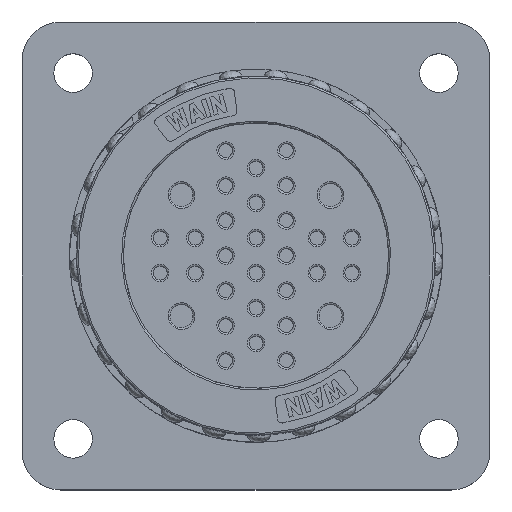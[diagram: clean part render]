
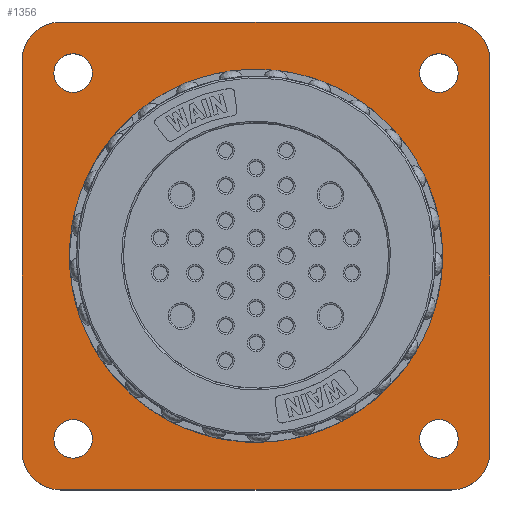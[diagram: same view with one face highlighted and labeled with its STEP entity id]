
A CAD part, top view. The second image highlights one B-rep face of the part: STEP entity #1356.
In plain terms, the highlighted planar face has unit normal (0, 0, 1).
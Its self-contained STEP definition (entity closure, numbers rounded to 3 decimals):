
#522=FACE_BOUND('',#5993,.T.);
#523=FACE_BOUND('',#5994,.T.);
#524=FACE_BOUND('',#5995,.T.);
#525=FACE_BOUND('',#5996,.T.);
#526=FACE_BOUND('',#5997,.T.);
#527=FACE_BOUND('',#5998,.T.);
#1007=CIRCLE('',#32142,17.);
#1008=CIRCLE('',#32144,4.2);
#1009=CIRCLE('',#32145,4.2);
#1010=CIRCLE('',#32146,4.2);
#1011=CIRCLE('',#32147,4.2);
#1012=CIRCLE('',#32148,2.1);
#1013=CIRCLE('',#32149,2.1);
#1014=CIRCLE('',#32150,2.1);
#1015=CIRCLE('',#32151,2.1);
#1356=ADVANCED_FACE('',(#522,#523,#524,#525,#526,#527),#3011,.T.);
#3011=PLANE('',#32152);
#5993=EDGE_LOOP('',(#8164));
#5994=EDGE_LOOP('',(#8165,#8166,#8167,#8168,#8169,#8170,#8171,#8172));
#5995=EDGE_LOOP('',(#8173));
#5996=EDGE_LOOP('',(#8174));
#5997=EDGE_LOOP('',(#8175));
#5998=EDGE_LOOP('',(#8176));
#8164=ORIENTED_EDGE('',*,*,#20006,.F.);
#8165=ORIENTED_EDGE('',*,*,#20007,.F.);
#8166=ORIENTED_EDGE('',*,*,#20008,.F.);
#8167=ORIENTED_EDGE('',*,*,#20009,.F.);
#8168=ORIENTED_EDGE('',*,*,#20010,.F.);
#8169=ORIENTED_EDGE('',*,*,#20011,.F.);
#8170=ORIENTED_EDGE('',*,*,#20012,.F.);
#8171=ORIENTED_EDGE('',*,*,#20013,.T.);
#8172=ORIENTED_EDGE('',*,*,#20014,.F.);
#8173=ORIENTED_EDGE('',*,*,#20015,.F.);
#8174=ORIENTED_EDGE('',*,*,#20016,.F.);
#8175=ORIENTED_EDGE('',*,*,#20017,.F.);
#8176=ORIENTED_EDGE('',*,*,#20018,.F.);
#16930=VERTEX_POINT('',#43012);
#16931=VERTEX_POINT('',#43015);
#16932=VERTEX_POINT('',#43016);
#16933=VERTEX_POINT('',#43018);
#16934=VERTEX_POINT('',#43020);
#16935=VERTEX_POINT('',#43022);
#16936=VERTEX_POINT('',#43024);
#16937=VERTEX_POINT('',#43026);
#16938=VERTEX_POINT('',#43028);
#16939=VERTEX_POINT('',#43031);
#16940=VERTEX_POINT('',#43033);
#16941=VERTEX_POINT('',#43035);
#16942=VERTEX_POINT('',#43037);
#20006=EDGE_CURVE('',#16930,#16930,#1007,.T.);
#20007=EDGE_CURVE('',#16931,#16932,#24309,.T.);
#20008=EDGE_CURVE('',#16933,#16931,#1008,.T.);
#20009=EDGE_CURVE('',#16934,#16933,#24310,.T.);
#20010=EDGE_CURVE('',#16935,#16934,#1009,.T.);
#20011=EDGE_CURVE('',#16936,#16935,#24311,.T.);
#20012=EDGE_CURVE('',#16937,#16936,#1010,.T.);
#20013=EDGE_CURVE('',#16937,#16938,#24312,.T.);
#20014=EDGE_CURVE('',#16932,#16938,#1011,.T.);
#20015=EDGE_CURVE('',#16939,#16939,#1012,.T.);
#20016=EDGE_CURVE('',#16940,#16940,#1013,.T.);
#20017=EDGE_CURVE('',#16941,#16941,#1014,.T.);
#20018=EDGE_CURVE('',#16942,#16942,#1015,.T.);
#24309=LINE('',#43014,#28168);
#24310=LINE('',#43019,#28169);
#24311=LINE('',#43023,#28170);
#24312=LINE('',#43027,#28171);
#28168=VECTOR('',#34347,1.);
#28169=VECTOR('',#34350,1.);
#28170=VECTOR('',#34353,1.);
#28171=VECTOR('',#34356,1.);
#32142=AXIS2_PLACEMENT_3D('',#43011,#34343,#34344);
#32144=AXIS2_PLACEMENT_3D('',#43017,#34348,#34349);
#32145=AXIS2_PLACEMENT_3D('',#43021,#34351,#34352);
#32146=AXIS2_PLACEMENT_3D('',#43025,#34354,#34355);
#32147=AXIS2_PLACEMENT_3D('',#43029,#34357,#34358);
#32148=AXIS2_PLACEMENT_3D('',#43030,#34359,#34360);
#32149=AXIS2_PLACEMENT_3D('',#43032,#34361,#34362);
#32150=AXIS2_PLACEMENT_3D('',#43034,#34363,#34364);
#32151=AXIS2_PLACEMENT_3D('',#43036,#34365,#34366);
#32152=AXIS2_PLACEMENT_3D('',#43038,#34367,#34368);
#34343=DIRECTION('',(0.,0.,1.));
#34344=DIRECTION('',(-1.,0.,0.));
#34347=DIRECTION('',(-1.,0.,0.));
#34348=DIRECTION('',(0.,0.,-1.));
#34349=DIRECTION('',(1.,0.,0.));
#34350=DIRECTION('',(0.,-1.,0.));
#34351=DIRECTION('',(0.,0.,-1.));
#34352=DIRECTION('',(0.,1.,0.));
#34353=DIRECTION('',(1.,0.,0.));
#34354=DIRECTION('',(0.,0.,-1.));
#34355=DIRECTION('',(-1.,0.,0.));
#34356=DIRECTION('',(0.,-1.,0.));
#34357=DIRECTION('',(0.,0.,-1.));
#34358=DIRECTION('',(0.,-1.,0.));
#34359=DIRECTION('',(0.,0.,1.));
#34360=DIRECTION('',(1.,0.,0.));
#34361=DIRECTION('',(0.,0.,1.));
#34362=DIRECTION('',(1.,0.,0.));
#34363=DIRECTION('',(0.,0.,1.));
#34364=DIRECTION('',(1.,0.,0.));
#34365=DIRECTION('',(0.,0.,1.));
#34366=DIRECTION('',(1.,0.,0.));
#34367=DIRECTION('',(0.,0.,1.));
#34368=DIRECTION('',(1.,0.,0.));
#43011=CARTESIAN_POINT('',(-31.31,-11.241,54.911));
#43012=CARTESIAN_POINT('',(-48.31,-11.241,54.911));
#43014=CARTESIAN_POINT('',(-10.11,-36.641,54.911));
#43015=CARTESIAN_POINT('',(-10.11,-36.641,54.911));
#43016=CARTESIAN_POINT('',(-52.51,-36.641,54.911));
#43017=CARTESIAN_POINT('',(-10.11,-32.441,54.911));
#43018=CARTESIAN_POINT('',(-5.91,-32.441,54.911));
#43019=CARTESIAN_POINT('',(-5.91,9.959,54.911));
#43020=CARTESIAN_POINT('',(-5.91,9.959,54.911));
#43021=CARTESIAN_POINT('',(-10.11,9.959,54.911));
#43022=CARTESIAN_POINT('',(-10.11,14.159,54.911));
#43023=CARTESIAN_POINT('',(-52.51,14.159,54.911));
#43024=CARTESIAN_POINT('',(-52.51,14.159,54.911));
#43025=CARTESIAN_POINT('',(-52.51,9.959,54.911));
#43026=CARTESIAN_POINT('',(-56.71,9.959,54.911));
#43027=CARTESIAN_POINT('',(-56.71,9.959,54.911));
#43028=CARTESIAN_POINT('',(-56.71,-32.441,54.911));
#43029=CARTESIAN_POINT('',(-52.51,-32.441,54.911));
#43030=CARTESIAN_POINT('',(-51.16,-31.091,54.911));
#43031=CARTESIAN_POINT('',(-49.06,-31.091,54.911));
#43032=CARTESIAN_POINT('',(-11.46,8.609,54.911));
#43033=CARTESIAN_POINT('',(-9.36,8.609,54.911));
#43034=CARTESIAN_POINT('',(-11.46,-31.091,54.911));
#43035=CARTESIAN_POINT('',(-9.36,-31.091,54.911));
#43036=CARTESIAN_POINT('',(-51.16,8.609,54.911));
#43037=CARTESIAN_POINT('',(-49.06,8.609,54.911));
#43038=CARTESIAN_POINT('',(-31.31,-11.241,54.911));
